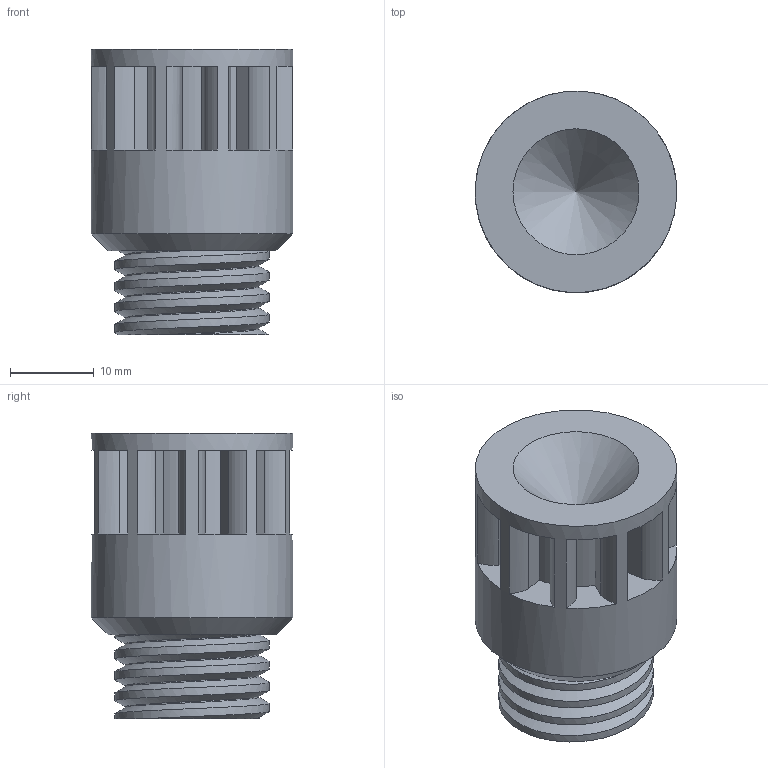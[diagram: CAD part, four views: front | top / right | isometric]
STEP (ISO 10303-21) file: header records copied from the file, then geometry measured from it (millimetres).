
FILE_DESCRIPTION(/* description */ ('','CAx-IF Rec.Pracs.---Representation and Presentation of Product Manufacturing Information (PMI)---4.0---2014-10-13'),/* implementation_level */ '2;1');
FILE_NAME(/* name */ 'Core.step',/* time_stamp */ '2025-02-27T11:48:31+08:00',/* author */ (''),/* organization */ (''),/* preprocessor_version */ 'ST-DEVELOPER v20',/* originating_system */ 'Autodesk Translation Framework v13.20.0.188',/* authorisation */ '');
FILE_SCHEMA (('AP242_MANAGED_MODEL_BASED_3D_ENGINEERING_MIM_LF { 1 0 10303 442 1 1 4 }'));
Length unit declared in the file: millimetre
Products named in the file (1): New Core
Bounding box: 23.99 x 23.99 x 34 mm (x, y, z)
Volume: 11152.5 mm3; surface area: 4436.8 mm2
Topology: 1 solids, 1 shells, 108 faces, 286 edges, 190 vertices
Faces by surface type: plane 63, bspline 22, cylinder 21, cone 2
Full cylindrical faces by diameter (mm): 15.938 x3, 18.39 x3, 24 x1
Entity records: 24221 total; most frequent: CARTESIAN_POINT 21828, ORIENTED_EDGE 570, DIRECTION 404, EDGE_CURVE 285, VERTEX_POINT 190, AXIS2_PLACEMENT_3D 136, LINE 132, VECTOR 132
